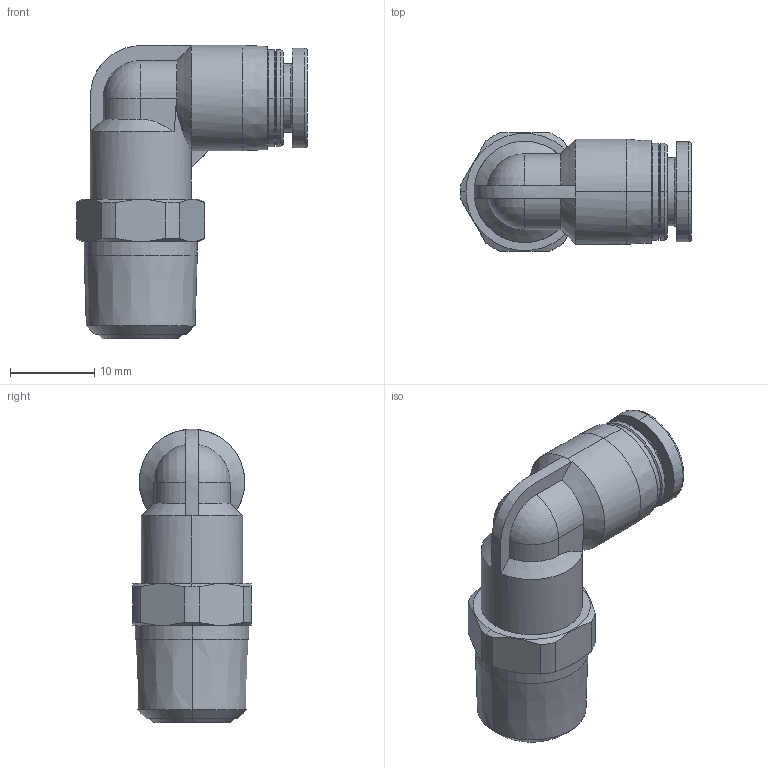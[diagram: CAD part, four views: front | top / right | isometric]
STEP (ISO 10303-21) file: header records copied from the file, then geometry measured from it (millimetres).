
FILE_DESCRIPTION(/* description */ ('AP214 STEP file'),/* implementation_level */ '2;1');
FILE_NAME(/* name */ 'JKL6-02__.stp',/* time_stamp */ '2021-12-23T18:13:40+09:00',/* author */ (''),/* organization */ (''),/* preprocessor_version */ 'ST-DEVELOPER v17.1',/* originating_system */ 'Elysium Co. Ltd. STEP Translator v8.1.0.6',/* authorisation */ '');
FILE_SCHEMA (('AUTOMOTIVE_DESIGN { 1 0 10303 214 3 1 1 }'));
Length unit declared in the file: millimetre
Products named in the file (1): JKL6-02__
Bounding box: 27.35 x 14 x 34.75 mm (x, y, z)
Volume: 5041 mm3; surface area: 2579.8 mm2
Topology: 1 solids, 1 shells, 83 faces, 198 edges, 122 vertices
Faces by surface type: cylinder 28, plane 24, cone 24, torus 4, sphere 2, bspline 1
Entity records: 1928 total; most frequent: ORIENTED_EDGE 392, CARTESIAN_POINT 332, EDGE_CURVE 196, AXIS2_PLACEMENT_3D 183, VERTEX_POINT 122, CIRCLE 92, EDGE_LOOP 90, ADVANCED_FACE 83
